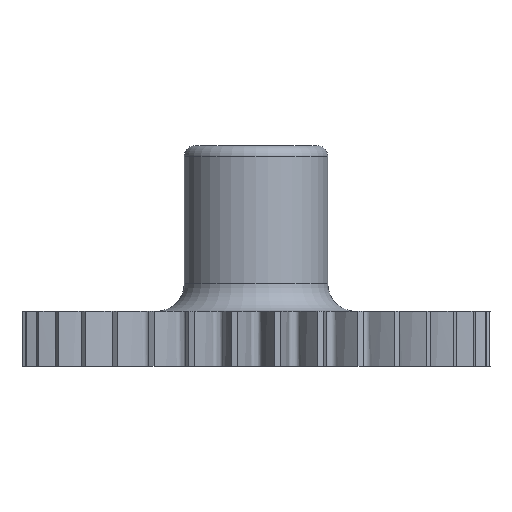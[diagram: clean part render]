
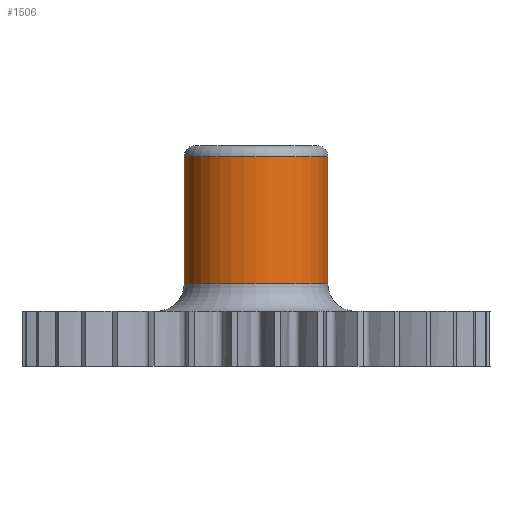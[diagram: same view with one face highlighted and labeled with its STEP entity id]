
A CAD part, front view. The second image highlights one B-rep face of the part: STEP entity #1506.
In plain terms, the highlighted cylindrical face has radius 8.255 mm (diameter 16.51 mm), a full revolution.
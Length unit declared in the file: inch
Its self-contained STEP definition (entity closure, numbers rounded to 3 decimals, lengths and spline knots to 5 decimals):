
#54=FACE_BOUND('',#332,.T.);
#60=LINE('',#2151,#145);
#61=LINE('',#2152,#146);
#63=LINE('',#2170,#148);
#145=VECTOR('',#1760,0.3937);
#146=VECTOR('',#1761,0.3937);
#148=VECTOR('',#1783,0.325);
#244=FACE_OUTER_BOUND('',#331,.T.);
#331=EDGE_LOOP('',(#996,#997,#998,#999,#1000));
#332=EDGE_LOOP('',(#1001,#1002,#1003,#1004));
#422=CIRCLE('',#1618,0.325);
#423=CIRCLE('',#1619,0.325);
#426=CIRCLE('',#1623,0.325);
#505=B_SPLINE_CURVE_WITH_KNOTS('',3,(#2117,#2118,#2119,#2120,#2121,#2122,
#2123,#2124,#2125,#2126,#2127,#2128,#2129,#2130),.UNSPECIFIED.,.F.,.F.,
(4,2,2,2,2,2,4),(0.22675,0.34368,0.51486,
0.68604,0.85722,1.0284,1.14532),
 .UNSPECIFIED.);
#506=B_SPLINE_CURVE_WITH_KNOTS('',3,(#2135,#2136,#2137,#2138,#2139,#2140,
#2141,#2142,#2143,#2144,#2145,#2146,#2147,#2148),.UNSPECIFIED.,.F.,.F.,
(4,2,2,2,2,2,4),(1.59883,1.71575,1.88693,2.05811,
2.22929,2.40047,2.5174),.UNSPECIFIED.);
#575=VERTEX_POINT('',#2115);
#576=VERTEX_POINT('',#2116);
#577=VERTEX_POINT('',#2133);
#578=VERTEX_POINT('',#2134);
#581=VERTEX_POINT('',#2160);
#582=VERTEX_POINT('',#2161);
#584=VERTEX_POINT('',#2168);
#736=EDGE_CURVE('',#575,#576,#505,.T.);
#738=EDGE_CURVE('',#577,#578,#506,.T.);
#740=EDGE_CURVE('',#576,#577,#60,.T.);
#741=EDGE_CURVE('',#578,#575,#61,.T.);
#745=EDGE_CURVE('',#581,#582,#422,.T.);
#746=EDGE_CURVE('',#582,#581,#423,.T.);
#749=EDGE_CURVE('',#584,#584,#426,.T.);
#750=EDGE_CURVE('',#584,#582,#63,.T.);
#996=ORIENTED_EDGE('',*,*,#749,.F.);
#997=ORIENTED_EDGE('',*,*,#750,.T.);
#998=ORIENTED_EDGE('',*,*,#745,.F.);
#999=ORIENTED_EDGE('',*,*,#746,.F.);
#1000=ORIENTED_EDGE('',*,*,#750,.F.);
#1001=ORIENTED_EDGE('',*,*,#736,.T.);
#1002=ORIENTED_EDGE('',*,*,#740,.T.);
#1003=ORIENTED_EDGE('',*,*,#738,.T.);
#1004=ORIENTED_EDGE('',*,*,#741,.T.);
#1465=CYLINDRICAL_SURFACE('',#1622,0.325);
#1506=ADVANCED_FACE('',(#244,#54),#1465,.T.);
#1618=AXIS2_PLACEMENT_3D('',#2162,#1771,#1772);
#1619=AXIS2_PLACEMENT_3D('',#2163,#1773,#1774);
#1622=AXIS2_PLACEMENT_3D('',#2167,#1779,#1780);
#1623=AXIS2_PLACEMENT_3D('',#2169,#1781,#1782);
#1760=DIRECTION('',(0.,0.,-1.));
#1761=DIRECTION('',(0.,0.,1.));
#1771=DIRECTION('center_axis',(0.,0.,-1.));
#1772=DIRECTION('ref_axis',(-1.,0.,0.));
#1773=DIRECTION('center_axis',(0.,0.,-1.));
#1774=DIRECTION('ref_axis',(-1.,0.,0.));
#1779=DIRECTION('center_axis',(0.,0.,1.));
#1780=DIRECTION('ref_axis',(1.,0.,0.));
#1781=DIRECTION('center_axis',(0.,0.,1.));
#1782=DIRECTION('ref_axis',(-1.,0.,0.));
#1783=DIRECTION('',(0.,0.,-1.));
#2115=CARTESIAN_POINT('',(0.15155,0.2875,0.4375));
#2116=CARTESIAN_POINT('',(-0.15155,0.2875,0.4375));
#2117=CARTESIAN_POINT('Ctrl Pts',(0.15155,0.2875,0.4375));
#2118=CARTESIAN_POINT('Ctrl Pts',(0.14372,0.29163,0.45106));
#2119=CARTESIAN_POINT('Ctrl Pts',(0.13416,0.29623,0.46333));
#2120=CARTESIAN_POINT('Ctrl Pts',(0.10849,0.3068,0.489));
#2121=CARTESIAN_POINT('Ctrl Pts',(0.08912,0.31331,
0.5024));
#2122=CARTESIAN_POINT('Ctrl Pts',(0.04612,0.32246,
0.52041));
#2123=CARTESIAN_POINT('Ctrl Pts',(0.02246,0.325,0.525));
#2124=CARTESIAN_POINT('Ctrl Pts',(-0.02246,0.325,0.525));
#2125=CARTESIAN_POINT('Ctrl Pts',(-0.04612,0.32246,
0.52041));
#2126=CARTESIAN_POINT('Ctrl Pts',(-0.08912,0.31331,
0.5024));
#2127=CARTESIAN_POINT('Ctrl Pts',(-0.10849,0.3068,0.489));
#2128=CARTESIAN_POINT('Ctrl Pts',(-0.13416,0.29623,
0.46333));
#2129=CARTESIAN_POINT('Ctrl Pts',(-0.14372,0.29163,
0.45106));
#2130=CARTESIAN_POINT('Ctrl Pts',(-0.15155,0.2875,0.4375));
#2133=CARTESIAN_POINT('',(-0.15155,0.2875,0.2625));
#2134=CARTESIAN_POINT('',(0.15155,0.2875,0.2625));
#2135=CARTESIAN_POINT('Ctrl Pts',(-0.15155,0.2875,0.2625));
#2136=CARTESIAN_POINT('Ctrl Pts',(-0.14372,0.29163,
0.24894));
#2137=CARTESIAN_POINT('Ctrl Pts',(-0.13416,0.29623,
0.23667));
#2138=CARTESIAN_POINT('Ctrl Pts',(-0.10849,0.3068,0.211));
#2139=CARTESIAN_POINT('Ctrl Pts',(-0.08912,0.31331,
0.1976));
#2140=CARTESIAN_POINT('Ctrl Pts',(-0.04612,0.32246,
0.17959));
#2141=CARTESIAN_POINT('Ctrl Pts',(-0.02246,0.325,0.175));
#2142=CARTESIAN_POINT('Ctrl Pts',(0.02246,0.325,0.175));
#2143=CARTESIAN_POINT('Ctrl Pts',(0.04612,0.32246,
0.17959));
#2144=CARTESIAN_POINT('Ctrl Pts',(0.08912,0.31331,
0.1976));
#2145=CARTESIAN_POINT('Ctrl Pts',(0.10849,0.3068,0.211));
#2146=CARTESIAN_POINT('Ctrl Pts',(0.13416,0.29623,0.23667));
#2147=CARTESIAN_POINT('Ctrl Pts',(0.14372,0.29163,0.24894));
#2148=CARTESIAN_POINT('Ctrl Pts',(0.15155,0.2875,0.2625));
#2151=CARTESIAN_POINT('',(-0.15155,0.2875,0.));
#2152=CARTESIAN_POINT('',(0.15155,0.2875,0.));
#2160=CARTESIAN_POINT('',(0.325,0.,0.125));
#2161=CARTESIAN_POINT('',(-0.325,0.,0.125));
#2162=CARTESIAN_POINT('Origin',(0.,0.,0.125));
#2163=CARTESIAN_POINT('Origin',(0.,0.,0.125));
#2167=CARTESIAN_POINT('Origin',(0.,0.,0.));
#2168=CARTESIAN_POINT('',(-0.325,0.,0.7));
#2169=CARTESIAN_POINT('Origin',(0.,0.,0.7));
#2170=CARTESIAN_POINT('',(-0.325,0.,0.));
